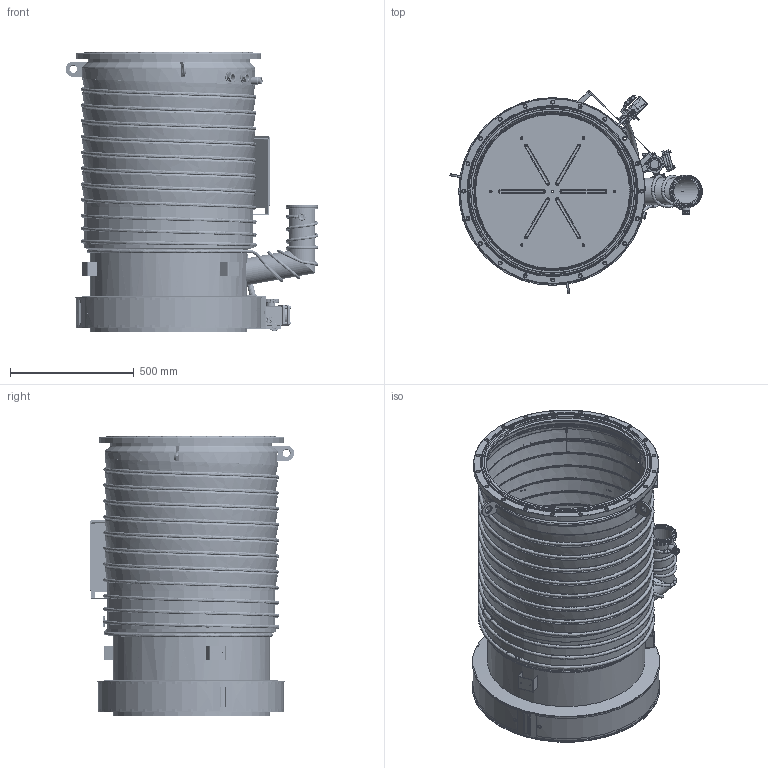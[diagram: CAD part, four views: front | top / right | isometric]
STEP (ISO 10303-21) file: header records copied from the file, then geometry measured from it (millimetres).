
FILE_DESCRIPTION(('STEP AP242'), '1');
FILE_NAME('ÍÄ-630 ñ ØÐ èñõîäíèê ïîâåðõíîñòÿìè', '2025-09-10T10:44:03', ('User'), (''), 'C3D Converter', 'C3D Toolkit', '');
FILE_SCHEMA(('AP242_MANAGED_MODEL_BASED_3D_ENGINEERING_MIM_LF { 1 0 10303 442 1 1 4 }'));
Length unit declared in the file: millimetre
Bounding box: 1022.44 x 825.86 x 1136.85 mm (x, y, z)
Surface area: 7427226.1 mm2 (no closed solid volume)
Topology: 0 solids, 178 shells, 1646 faces, 5915 edges, 4246 vertices
Faces by surface type: plane 561, cylinder 541, bspline 241, torus 191, cone 81, sphere 28, revolution 3
Full cylindrical faces by diameter (mm): 1.2 x3, 2.459 x3, 2.95 x2, 3 x4, 3.1 x2, 3.4 x3, 3.5 x1, 5 x3, 5.5 x4, 6 x2, 7.6 x2, 8 x3, 8.4 x2, 8.8 x2, 9.8 x2, 10 x8, 11.5 x1, 12 x12, 13 x2, 14 x23, 14.2 x1, 15 x1, 18 x2, 18.632 x2, 20 x4, 21.5 x1, 22 x1, 22.376 x2, 23 x1, 24 x2
Entity records: 179862 total; most frequent: CARTESIAN_POINT 134374, DIRECTION 8592, ORIENTED_EDGE 8409, EDGE_CURVE 5583, VERTEX_POINT 4236, AXIS2_PLACEMENT_3D 3189, EDGE_LOOP 2217, LINE 2211
